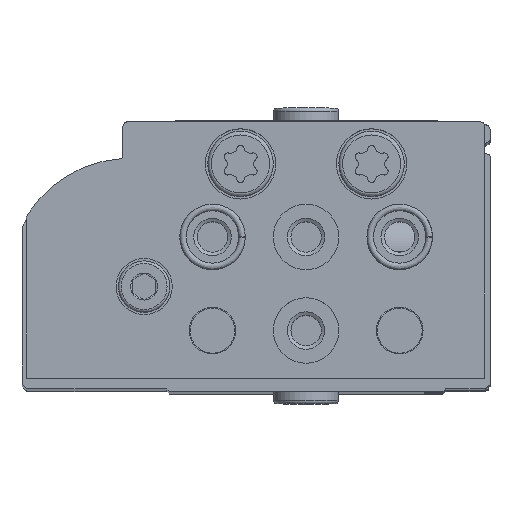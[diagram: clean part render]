
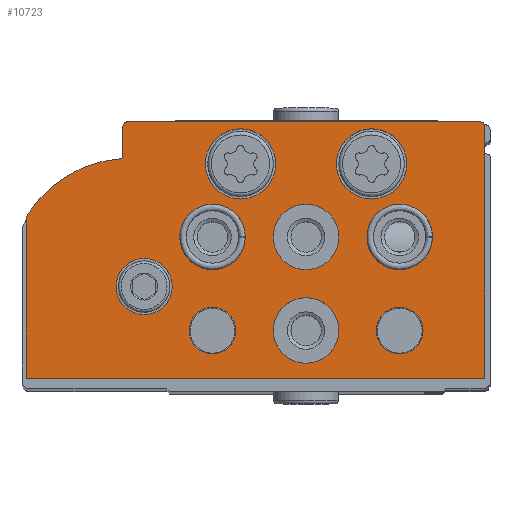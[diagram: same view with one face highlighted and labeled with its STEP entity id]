
A CAD part, top view. The second image highlights one B-rep face of the part: STEP entity #10723.
In plain terms, the highlighted face is planar.
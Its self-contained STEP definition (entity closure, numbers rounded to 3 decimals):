
#328=PLANE('',#12114);
#910=CIRCLE('',#12100,0.5);
#911=CIRCLE('',#12105,1.);
#912=CIRCLE('',#12107,13.);
#913=CIRCLE('',#12109,0.3);
#914=CIRCLE('',#12112,0.5);
#915=CIRCLE('',#12115,3.);
#916=CIRCLE('',#12116,3.75);
#917=CIRCLE('',#12117,3.75);
#918=CIRCLE('',#12118,3.5);
#919=CIRCLE('',#12119,3.5);
#920=CIRCLE('',#12120,3.5);
#921=CIRCLE('',#12121,3.5);
#922=CIRCLE('',#12122,2.5);
#923=CIRCLE('',#12123,2.5);
#1742=LINE('',#18433,#2535);
#1744=LINE('',#18437,#2537);
#1746=LINE('',#18441,#2539);
#1751=LINE('',#18457,#2544);
#1754=LINE('',#18465,#2547);
#2535=VECTOR('',#14925,1000.);
#2537=VECTOR('',#14929,1000.);
#2539=VECTOR('',#14933,1000.);
#2544=VECTOR('',#14952,1000.);
#2547=VECTOR('',#14961,1000.);
#4845=ORIENTED_EDGE('',*,*,#6752,.T.);
#4846=ORIENTED_EDGE('',*,*,#6753,.T.);
#4847=ORIENTED_EDGE('',*,*,#6754,.T.);
#4848=ORIENTED_EDGE('',*,*,#6755,.T.);
#4849=ORIENTED_EDGE('',*,*,#6756,.T.);
#4850=ORIENTED_EDGE('',*,*,#6757,.T.);
#4851=ORIENTED_EDGE('',*,*,#6758,.T.);
#4852=ORIENTED_EDGE('',*,*,#6759,.T.);
#4853=ORIENTED_EDGE('',*,*,#6760,.T.);
#4854=ORIENTED_EDGE('',*,*,#6731,.F.);
#4855=ORIENTED_EDGE('',*,*,#6750,.F.);
#4856=ORIENTED_EDGE('',*,*,#6748,.F.);
#4857=ORIENTED_EDGE('',*,*,#6746,.F.);
#4858=ORIENTED_EDGE('',*,*,#6744,.T.);
#4859=ORIENTED_EDGE('',*,*,#6742,.F.);
#4860=ORIENTED_EDGE('',*,*,#6740,.F.);
#4861=ORIENTED_EDGE('',*,*,#6738,.F.);
#4862=ORIENTED_EDGE('',*,*,#6736,.F.);
#4863=ORIENTED_EDGE('',*,*,#6734,.F.);
#6731=EDGE_CURVE('',#7905,#7906,#910,.T.);
#6734=EDGE_CURVE('',#7906,#7907,#1742,.T.);
#6736=EDGE_CURVE('',#7907,#7908,#1744,.T.);
#6738=EDGE_CURVE('',#7908,#7909,#1746,.T.);
#6740=EDGE_CURVE('',#7909,#7910,#911,.T.);
#6742=EDGE_CURVE('',#7910,#7911,#912,.T.);
#6744=EDGE_CURVE('',#7912,#7911,#913,.T.);
#6746=EDGE_CURVE('',#7912,#7913,#1751,.T.);
#6748=EDGE_CURVE('',#7913,#7914,#914,.T.);
#6750=EDGE_CURVE('',#7914,#7905,#1754,.T.);
#6752=EDGE_CURVE('',#7915,#7915,#915,.T.);
#6753=EDGE_CURVE('',#7916,#7916,#916,.T.);
#6754=EDGE_CURVE('',#7917,#7917,#917,.T.);
#6755=EDGE_CURVE('',#7918,#7918,#918,.T.);
#6756=EDGE_CURVE('',#7919,#7919,#919,.T.);
#6757=EDGE_CURVE('',#7920,#7920,#920,.T.);
#6758=EDGE_CURVE('',#7921,#7921,#921,.T.);
#6759=EDGE_CURVE('',#7922,#7922,#922,.T.);
#6760=EDGE_CURVE('',#7923,#7923,#923,.T.);
#7905=VERTEX_POINT('',#18428);
#7906=VERTEX_POINT('',#18429);
#7907=VERTEX_POINT('',#18434);
#7908=VERTEX_POINT('',#18438);
#7909=VERTEX_POINT('',#18442);
#7910=VERTEX_POINT('',#18446);
#7911=VERTEX_POINT('',#18450);
#7912=VERTEX_POINT('',#18454);
#7913=VERTEX_POINT('',#18458);
#7914=VERTEX_POINT('',#18462);
#7915=VERTEX_POINT('',#18469);
#7916=VERTEX_POINT('',#18471);
#7917=VERTEX_POINT('',#18473);
#7918=VERTEX_POINT('',#18475);
#7919=VERTEX_POINT('',#18477);
#7920=VERTEX_POINT('',#18479);
#7921=VERTEX_POINT('',#18481);
#7922=VERTEX_POINT('',#18483);
#7923=VERTEX_POINT('',#18485);
#8771=EDGE_LOOP('',(#4845));
#8772=EDGE_LOOP('',(#4846));
#8773=EDGE_LOOP('',(#4847));
#8774=EDGE_LOOP('',(#4848));
#8775=EDGE_LOOP('',(#4849));
#8776=EDGE_LOOP('',(#4850));
#8777=EDGE_LOOP('',(#4851));
#8778=EDGE_LOOP('',(#4852));
#8779=EDGE_LOOP('',(#4853));
#8780=EDGE_LOOP('',(#4854,#4855,#4856,#4857,#4858,#4859,#4860,#4861,#4862,
#4863));
#9695=FACE_BOUND('',#8771,.T.);
#9696=FACE_BOUND('',#8772,.T.);
#9697=FACE_BOUND('',#8773,.T.);
#9698=FACE_BOUND('',#8774,.T.);
#9699=FACE_BOUND('',#8775,.T.);
#9700=FACE_BOUND('',#8776,.T.);
#9701=FACE_BOUND('',#8777,.T.);
#9702=FACE_BOUND('',#8778,.T.);
#9703=FACE_BOUND('',#8779,.T.);
#9704=FACE_BOUND('',#8780,.T.);
#10723=ADVANCED_FACE('',(#9695,#9696,#9697,#9698,#9699,#9700,#9701,#9702,
#9703,#9704),#328,.F.);
#12100=AXIS2_PLACEMENT_3D('',#18427,#14919,#14920);
#12105=AXIS2_PLACEMENT_3D('',#18445,#14937,#14938);
#12107=AXIS2_PLACEMENT_3D('',#18449,#14942,#14943);
#12109=AXIS2_PLACEMENT_3D('',#18453,#14947,#14948);
#12112=AXIS2_PLACEMENT_3D('',#18461,#14956,#14957);
#12114=AXIS2_PLACEMENT_3D('',#18467,#14963,#14964);
#12115=AXIS2_PLACEMENT_3D('',#18468,#14965,#14966);
#12116=AXIS2_PLACEMENT_3D('',#18470,#14967,#14968);
#12117=AXIS2_PLACEMENT_3D('',#18472,#14969,#14970);
#12118=AXIS2_PLACEMENT_3D('',#18474,#14971,#14972);
#12119=AXIS2_PLACEMENT_3D('',#18476,#14973,#14974);
#12120=AXIS2_PLACEMENT_3D('',#18478,#14975,#14976);
#12121=AXIS2_PLACEMENT_3D('',#18480,#14977,#14978);
#12122=AXIS2_PLACEMENT_3D('',#18482,#14979,#14980);
#12123=AXIS2_PLACEMENT_3D('',#18484,#14981,#14982);
#14919=DIRECTION('',(0.,0.,1.));
#14920=DIRECTION('',(1.,0.,0.));
#14925=DIRECTION('',(0.,-1.,0.));
#14929=DIRECTION('',(1.,0.,0.));
#14933=DIRECTION('',(0.,1.,0.));
#14937=DIRECTION('',(0.,0.,1.));
#14938=DIRECTION('',(1.,0.,0.));
#14942=DIRECTION('',(0.,0.,1.));
#14943=DIRECTION('',(1.,0.,0.));
#14947=DIRECTION('',(0.,0.,1.));
#14948=DIRECTION('',(1.,0.,0.));
#14952=DIRECTION('',(0.,1.,0.));
#14956=DIRECTION('',(0.,0.,1.));
#14957=DIRECTION('',(1.,0.,0.));
#14961=DIRECTION('',(-1.,0.,0.));
#14963=DIRECTION('',(0.,0.,1.));
#14964=DIRECTION('',(1.,0.,0.));
#14965=DIRECTION('',(0.,0.,1.));
#14966=DIRECTION('',(1.,0.,0.));
#14967=DIRECTION('',(0.,0.,1.));
#14968=DIRECTION('',(1.,0.,0.));
#14969=DIRECTION('',(0.,0.,1.));
#14970=DIRECTION('',(1.,0.,0.));
#14971=DIRECTION('',(0.,0.,1.));
#14972=DIRECTION('',(1.,0.,0.));
#14973=DIRECTION('',(0.,0.,1.));
#14974=DIRECTION('',(1.,0.,0.));
#14975=DIRECTION('',(0.,0.,1.));
#14976=DIRECTION('',(1.,0.,0.));
#14977=DIRECTION('',(0.,0.,1.));
#14978=DIRECTION('',(1.,0.,0.));
#14979=DIRECTION('',(0.,0.,1.));
#14980=DIRECTION('',(1.,0.,0.));
#14981=DIRECTION('',(0.,0.,1.));
#14982=DIRECTION('',(1.,0.,0.));
#18427=CARTESIAN_POINT('',(0.5,26.9,0.));
#18428=CARTESIAN_POINT('',(0.5,27.4,0.));
#18429=CARTESIAN_POINT('',(0.,26.9,0.));
#18433=CARTESIAN_POINT('',(0.,26.9,0.));
#18434=CARTESIAN_POINT('',(0.,0.,0.));
#18437=CARTESIAN_POINT('',(0.,0.,0.));
#18438=CARTESIAN_POINT('',(49.,0.,0.));
#18441=CARTESIAN_POINT('',(49.,0.,0.));
#18442=CARTESIAN_POINT('',(49.,16.98,0.));
#18445=CARTESIAN_POINT('',(48.,16.98,0.));
#18446=CARTESIAN_POINT('',(48.842,17.52,0.));
#18449=CARTESIAN_POINT('',(37.9,10.5,0.));
#18450=CARTESIAN_POINT('',(38.936,23.459,0.));
#18453=CARTESIAN_POINT('',(38.96,23.758,0.));
#18454=CARTESIAN_POINT('',(38.66,23.758,0.));
#18457=CARTESIAN_POINT('',(38.66,23.758,0.));
#18458=CARTESIAN_POINT('',(38.66,26.9,0.));
#18461=CARTESIAN_POINT('',(38.16,26.9,0.));
#18462=CARTESIAN_POINT('',(38.16,27.4,0.));
#18465=CARTESIAN_POINT('',(38.16,27.4,0.));
#18467=CARTESIAN_POINT('',(0.5,26.9,0.));
#18468=CARTESIAN_POINT('',(36.4,9.8,0.));
#18469=CARTESIAN_POINT('',(39.4,9.8,0.));
#18470=CARTESIAN_POINT('',(26.1,22.9,0.));
#18471=CARTESIAN_POINT('',(29.85,22.9,0.));
#18472=CARTESIAN_POINT('',(12.1,22.9,0.));
#18473=CARTESIAN_POINT('',(15.85,22.9,0.));
#18474=CARTESIAN_POINT('',(29.1,15.1,0.));
#18475=CARTESIAN_POINT('',(32.6,15.1,0.));
#18476=CARTESIAN_POINT('',(19.1,15.1,0.));
#18477=CARTESIAN_POINT('',(22.6,15.1,0.));
#18478=CARTESIAN_POINT('',(9.1,15.1,0.));
#18479=CARTESIAN_POINT('',(12.6,15.1,0.));
#18480=CARTESIAN_POINT('',(19.1,5.1,0.));
#18481=CARTESIAN_POINT('',(22.6,5.1,0.));
#18482=CARTESIAN_POINT('',(29.1,5.1,0.));
#18483=CARTESIAN_POINT('',(31.6,5.1,0.));
#18484=CARTESIAN_POINT('',(9.1,5.1,0.));
#18485=CARTESIAN_POINT('',(11.6,5.1,0.));
